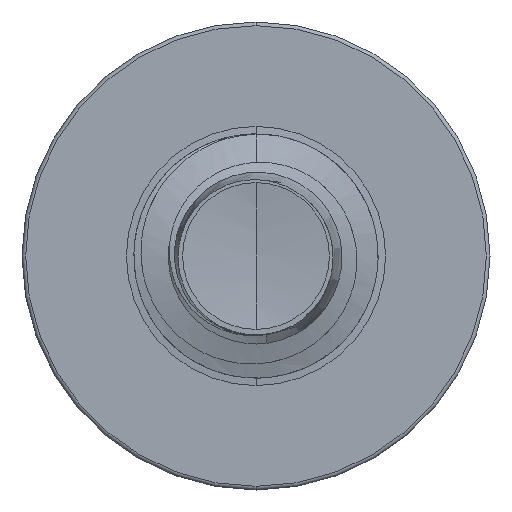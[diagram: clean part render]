
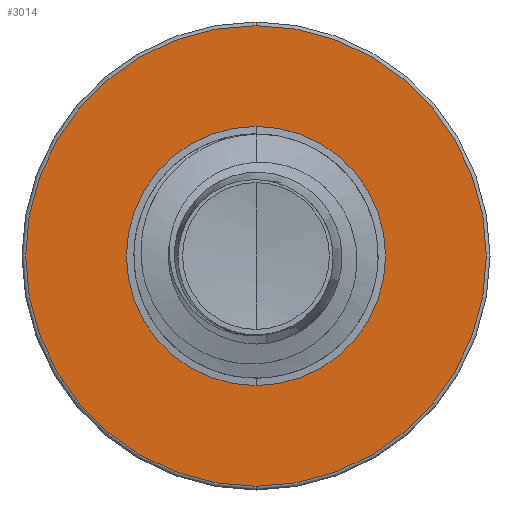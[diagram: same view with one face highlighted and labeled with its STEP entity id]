
A CAD part, front view. The second image highlights one B-rep face of the part: STEP entity #3014.
In plain terms, the highlighted planar face has unit normal (0, -1, 0).
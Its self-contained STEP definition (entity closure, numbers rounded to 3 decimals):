
#88 = DIRECTION ( 'NONE',  ( 0., 0., 1. ) ) ;
#91 = CIRCLE ( 'NONE', #809, 1.132 ) ;
#155 = FACE_OUTER_BOUND ( 'NONE', #8920, .T. ) ;
#809 = AXIS2_PLACEMENT_3D ( 'NONE', #8898, #2474, #9750 ) ;
#848 = CIRCLE ( 'NONE', #8417, 1.132 ) ;
#868 = CARTESIAN_POINT ( 'NONE',  ( 0., 2.25, 0.637 ) ) ;
#1020 = EDGE_CURVE ( 'NONE', #10427, #6192, #848, .T. ) ;
#1743 = ORIENTED_EDGE ( 'NONE', *, *, #1020, .F. ) ;
#2177 = AXIS2_PLACEMENT_3D ( 'NONE', #4094, #4091, #4073 ) ;
#2474 = DIRECTION ( 'NONE',  ( 0., 1., 0. ) ) ;
#2666 = DIRECTION ( 'NONE',  ( 0., 1., 0. ) ) ;
#2956 = ORIENTED_EDGE ( 'NONE', *, *, #11174, .F. ) ;
#3014 = ADVANCED_FACE ( 'NONE', ( #155, #6318 ), #4111, .F. ) ;
#3161 = AXIS2_PLACEMENT_3D ( 'NONE', #9049, #2666, #9868 ) ;
#3172 = EDGE_LOOP ( 'NONE', ( #4951, #3321 ) ) ;
#3321 = ORIENTED_EDGE ( 'NONE', *, *, #9700, .T. ) ;
#4073 = DIRECTION ( 'NONE',  ( 0., 0., 1. ) ) ;
#4091 = DIRECTION ( 'NONE',  ( 0., 1., 0. ) ) ;
#4094 = CARTESIAN_POINT ( 'NONE',  ( 0., 2.25, -0.637 ) ) ;
#4111 = PLANE ( 'NONE',  #2177 ) ;
#4951 = ORIENTED_EDGE ( 'NONE', *, *, #11171, .T. ) ;
#6000 = CARTESIAN_POINT ( 'NONE',  ( 0., 2.25, 1.132 ) ) ;
#6192 = VERTEX_POINT ( 'NONE', #9233 ) ;
#6318 = FACE_BOUND ( 'NONE', #3172, .T. ) ;
#6987 = DIRECTION ( 'NONE',  ( 0., 1., 0. ) ) ;
#7893 = VERTEX_POINT ( 'NONE', #868 ) ;
#7943 = AXIS2_PLACEMENT_3D ( 'NONE', #12303, #6987, #88 ) ;
#8235 = VERTEX_POINT ( 'NONE', #11655 ) ;
#8417 = AXIS2_PLACEMENT_3D ( 'NONE', #12994, #12992, #12980 ) ;
#8898 = CARTESIAN_POINT ( 'NONE',  ( 0., 2.25, 0. ) ) ;
#8920 = EDGE_LOOP ( 'NONE', ( #1743, #2956 ) ) ;
#9049 = CARTESIAN_POINT ( 'NONE',  ( 0., 2.25, 0. ) ) ;
#9233 = CARTESIAN_POINT ( 'NONE',  ( 0., 2.25, -1.132 ) ) ;
#9700 = EDGE_CURVE ( 'NONE', #8235, #7893, #12569, .T. ) ;
#9750 = DIRECTION ( 'NONE',  ( 0., 0., 1. ) ) ;
#9868 = DIRECTION ( 'NONE',  ( 0., 0., 1. ) ) ;
#10427 = VERTEX_POINT ( 'NONE', #6000 ) ;
#10992 = CIRCLE ( 'NONE', #7943, 0.637 ) ;
#11171 = EDGE_CURVE ( 'NONE', #7893, #8235, #10992, .T. ) ;
#11174 = EDGE_CURVE ( 'NONE', #6192, #10427, #91, .T. ) ;
#11655 = CARTESIAN_POINT ( 'NONE',  ( 0., 2.25, -0.637 ) ) ;
#12303 = CARTESIAN_POINT ( 'NONE',  ( 0., 2.25, 0. ) ) ;
#12569 = CIRCLE ( 'NONE', #3161, 0.637 ) ;
#12980 = DIRECTION ( 'NONE',  ( 0., 0., 1. ) ) ;
#12992 = DIRECTION ( 'NONE',  ( 0., 1., 0. ) ) ;
#12994 = CARTESIAN_POINT ( 'NONE',  ( 0., 2.25, 0. ) ) ;
